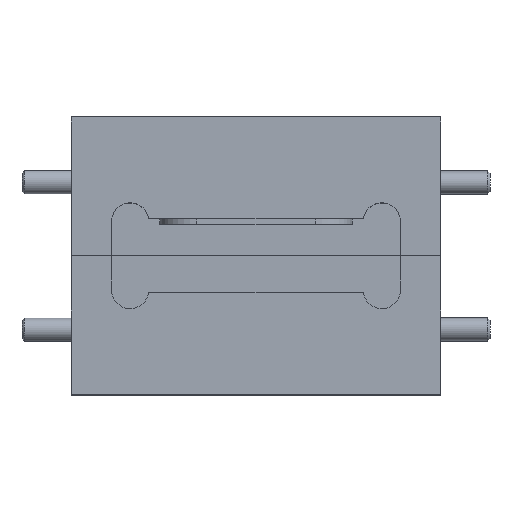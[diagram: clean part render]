
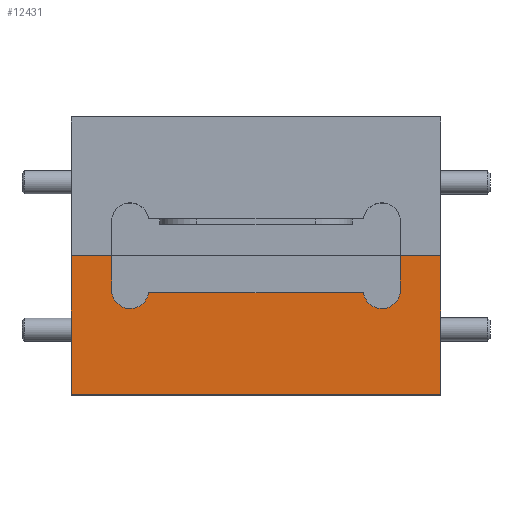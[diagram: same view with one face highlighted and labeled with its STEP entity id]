
A CAD part, top view. The second image highlights one B-rep face of the part: STEP entity #12431.
In plain terms, the highlighted planar face has unit normal (0, 0, 1).
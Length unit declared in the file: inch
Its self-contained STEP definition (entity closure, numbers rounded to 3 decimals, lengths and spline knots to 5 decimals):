
#277 = EDGE_CURVE ( 'NONE', #24589, #5118, #6672, .T. ) ;
#278 = VECTOR ( 'NONE', #5241, 39.37008 ) ;
#680 = CARTESIAN_POINT ( 'NONE',  ( 0.7, 0., 0.5 ) ) ;
#1177 = DIRECTION ( 'NONE',  ( 1., 0., 0. ) ) ;
#1650 = AXIS2_PLACEMENT_3D ( 'NONE', #25383, #25255, #15224 ) ;
#1691 = CIRCLE ( 'NONE', #5965, 0.05 ) ;
#1700 = CARTESIAN_POINT ( 'NONE',  ( 0.7, 0., 0.5 ) ) ;
#2730 = VERTEX_POINT ( 'NONE', #19362 ) ;
#2758 = EDGE_CURVE ( 'NONE', #16783, #5725, #23120, .T. ) ;
#3289 = EDGE_CURVE ( 'NONE', #19563, #6135, #24146, .T. ) ;
#3714 = LINE ( 'NONE', #1700, #9653 ) ;
#3731 = CARTESIAN_POINT ( 'NONE',  ( 0.59, -0.093, 0.5 ) ) ;
#4003 = DIRECTION ( 'NONE',  ( 0., 0., -1. ) ) ;
#4835 = CARTESIAN_POINT ( 'NONE',  ( -0.09049, -0.1, 0.5 ) ) ;
#5118 = VERTEX_POINT ( 'NONE', #24787 ) ;
#5241 = DIRECTION ( 'NONE',  ( 0., -1., 0. ) ) ;
#5725 = VERTEX_POINT ( 'NONE', #18644 ) ;
#5965 = AXIS2_PLACEMENT_3D ( 'NONE', #7705, #9705, #9584 ) ;
#6135 = VERTEX_POINT ( 'NONE', #23437 ) ;
#6151 = VECTOR ( 'NONE', #20990, 39.37008 ) ;
#6527 = ORIENTED_EDGE ( 'NONE', *, *, #21315, .F. ) ;
#6672 = LINE ( 'NONE', #14807, #16702 ) ;
#7213 = VERTEX_POINT ( 'NONE', #16695 ) ;
#7378 = VECTOR ( 'NONE', #10035, 39.37008 ) ;
#7479 = DIRECTION ( 'NONE',  ( -1., 0., 0. ) ) ;
#7705 = CARTESIAN_POINT ( 'NONE',  ( -0.14, -0.093, 0.5 ) ) ;
#7953 = ORIENTED_EDGE ( 'NONE', *, *, #25003, .F. ) ;
#8270 = LINE ( 'NONE', #3731, #8657 ) ;
#8657 = VECTOR ( 'NONE', #10019, 39.37008 ) ;
#8961 = PLANE ( 'NONE',  #23646 ) ;
#9063 = ORIENTED_EDGE ( 'NONE', *, *, #18852, .T. ) ;
#9215 = VERTEX_POINT ( 'NONE', #24800 ) ;
#9584 = DIRECTION ( 'NONE',  ( 1., 0., 0. ) ) ;
#9653 = VECTOR ( 'NONE', #1177, 39.37008 ) ;
#9705 = DIRECTION ( 'NONE',  ( 0., 0., 1. ) ) ;
#9781 = DIRECTION ( 'NONE',  ( 1., 0., 0. ) ) ;
#10019 = DIRECTION ( 'NONE',  ( 0., 1., 0. ) ) ;
#10035 = DIRECTION ( 'NONE',  ( 0., -1., 0. ) ) ;
#11196 = EDGE_CURVE ( 'NONE', #12642, #6135, #13515, .T. ) ;
#11388 = CARTESIAN_POINT ( 'NONE',  ( 0.7, 0., 0.5 ) ) ;
#12431 = ADVANCED_FACE ( 'NONE', ( #23633 ), #8961, .F. ) ;
#12446 = EDGE_LOOP ( 'NONE', ( #24578, #7953, #6527, #24690, #23049, #16201, #23203, #9063, #12880, #15722 ) ) ;
#12642 = VERTEX_POINT ( 'NONE', #680 ) ;
#12880 = ORIENTED_EDGE ( 'NONE', *, *, #3289, .T. ) ;
#13515 = LINE ( 'NONE', #11388, #7378 ) ;
#13738 = EDGE_CURVE ( 'NONE', #9215, #24589, #19914, .T. ) ;
#14807 = CARTESIAN_POINT ( 'NONE',  ( -0.19, 0., 0.5 ) ) ;
#14977 = LINE ( 'NONE', #23129, #278 ) ;
#15224 = DIRECTION ( 'NONE',  ( 1., 0., 0. ) ) ;
#15564 = VECTOR ( 'NONE', #9781, 39.37008 ) ;
#15722 = ORIENTED_EDGE ( 'NONE', *, *, #11196, .F. ) ;
#15942 = VECTOR ( 'NONE', #26288, 39.37008 ) ;
#16201 = ORIENTED_EDGE ( 'NONE', *, *, #277, .F. ) ;
#16591 = CARTESIAN_POINT ( 'NONE',  ( -0.09049, -0.1, 0.5 ) ) ;
#16695 = CARTESIAN_POINT ( 'NONE',  ( 0.59, -0.093, 0.5 ) ) ;
#16702 = VECTOR ( 'NONE', #22972, 39.37008 ) ;
#16783 = VERTEX_POINT ( 'NONE', #16591 ) ;
#18644 = CARTESIAN_POINT ( 'NONE',  ( 0.49049, -0.1, 0.5 ) ) ;
#18852 = EDGE_CURVE ( 'NONE', #9215, #19563, #14977, .T. ) ;
#19362 = CARTESIAN_POINT ( 'NONE',  ( 0.59, 0., 0.5 ) ) ;
#19416 = EDGE_CURVE ( 'NONE', #2730, #12642, #3714, .T. ) ;
#19560 = CIRCLE ( 'NONE', #1650, 0.05 ) ;
#19563 = VERTEX_POINT ( 'NONE', #24673 ) ;
#19914 = LINE ( 'NONE', #24077, #15564 ) ;
#20990 = DIRECTION ( 'NONE',  ( 1., 0., 0. ) ) ;
#21315 = EDGE_CURVE ( 'NONE', #5725, #7213, #19560, .T. ) ;
#21984 = EDGE_CURVE ( 'NONE', #5118, #16783, #1691, .T. ) ;
#22295 = CARTESIAN_POINT ( 'NONE',  ( 0.7, 0., 0.5 ) ) ;
#22972 = DIRECTION ( 'NONE',  ( 0., -1., 0. ) ) ;
#23049 = ORIENTED_EDGE ( 'NONE', *, *, #21984, .F. ) ;
#23120 = LINE ( 'NONE', #4835, #6151 ) ;
#23129 = CARTESIAN_POINT ( 'NONE',  ( -0.3, 0., 0.5 ) ) ;
#23203 = ORIENTED_EDGE ( 'NONE', *, *, #13738, .F. ) ;
#23437 = CARTESIAN_POINT ( 'NONE',  ( 0.7, -0.375, 0.5 ) ) ;
#23633 = FACE_OUTER_BOUND ( 'NONE', #12446, .T. ) ;
#23646 = AXIS2_PLACEMENT_3D ( 'NONE', #22295, #4003, #7479 ) ;
#24076 = CARTESIAN_POINT ( 'NONE',  ( -0.19, 0., 0.5 ) ) ;
#24077 = CARTESIAN_POINT ( 'NONE',  ( 0.7, 0., 0.5 ) ) ;
#24146 = LINE ( 'NONE', #26161, #15942 ) ;
#24578 = ORIENTED_EDGE ( 'NONE', *, *, #19416, .F. ) ;
#24589 = VERTEX_POINT ( 'NONE', #24076 ) ;
#24673 = CARTESIAN_POINT ( 'NONE',  ( -0.3, -0.375, 0.5 ) ) ;
#24690 = ORIENTED_EDGE ( 'NONE', *, *, #2758, .F. ) ;
#24787 = CARTESIAN_POINT ( 'NONE',  ( -0.19, -0.093, 0.5 ) ) ;
#24800 = CARTESIAN_POINT ( 'NONE',  ( -0.3, 0., 0.5 ) ) ;
#25003 = EDGE_CURVE ( 'NONE', #7213, #2730, #8270, .T. ) ;
#25255 = DIRECTION ( 'NONE',  ( 0., 0., 1. ) ) ;
#25383 = CARTESIAN_POINT ( 'NONE',  ( 0.54, -0.093, 0.5 ) ) ;
#26161 = CARTESIAN_POINT ( 'NONE',  ( 0.7, -0.375, 0.5 ) ) ;
#26288 = DIRECTION ( 'NONE',  ( 1., 0., 0. ) ) ;
